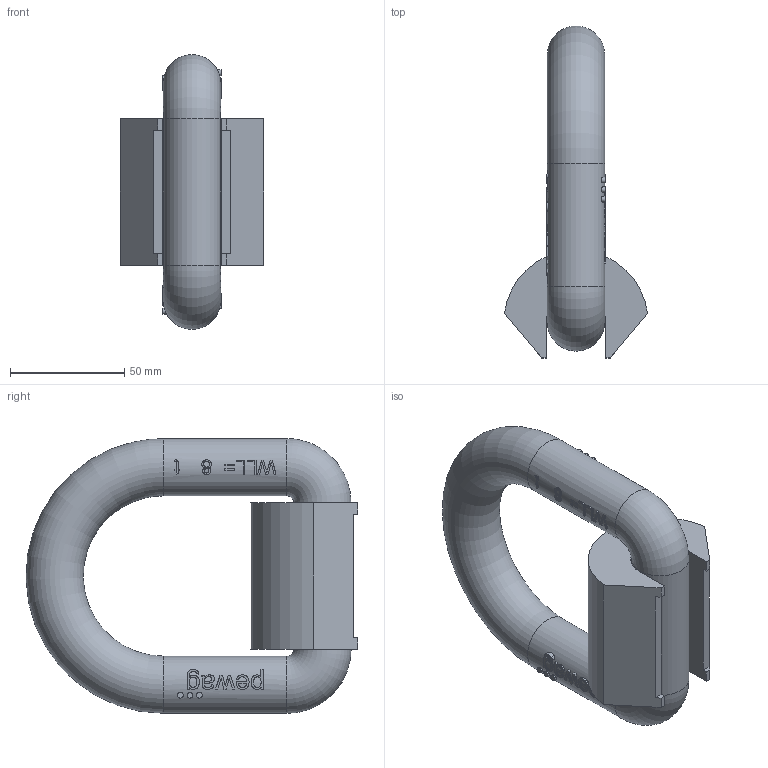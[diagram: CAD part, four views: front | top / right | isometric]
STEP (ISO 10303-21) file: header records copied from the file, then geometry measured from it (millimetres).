
FILE_DESCRIPTION(/* description */ (''),/* implementation_level */ '2;1');
FILE_NAME(/* name */ 'PLE_N_16.stp',/* time_stamp */ '2017-11-13T08:20:36+01:00',/* author */ (''),/* organization */ (''),/* preprocessor_version */ 'ST-DEVELOPER v16',/* originating_system */ 'SIEMENS PLM Software NX 11.0',/* authorisation */ '');
FILE_SCHEMA (('AUTOMOTIVE_DESIGN { 1 0 10303 214 3 1 1 1 }'));
Length unit declared in the file: millimetre
Products named in the file (1): pewag_PLE_Kundenmodell_16
Bounding box: 62.52 x 144.98 x 120 mm (x, y, z)
Volume: 279883.1 mm3; surface area: 46143.1 mm2
Topology: 2 solids, 2 shells, 366 faces, 966 edges, 644 vertices
Faces by surface type: plane 184, extrusion 156, cylinder 23, torus 3
Full cylindrical faces by diameter (mm): 2.5 x6, 25 x3
Entity records: 14374 total; most frequent: CARTESIAN_POINT 6155, ORIENTED_EDGE 1896, DIRECTION 1164, EDGE_CURVE 948, VERTEX_POINT 638, B_SPLINE_CURVE_WITH_KNOTS 612, VECTOR 554, EDGE_LOOP 420
